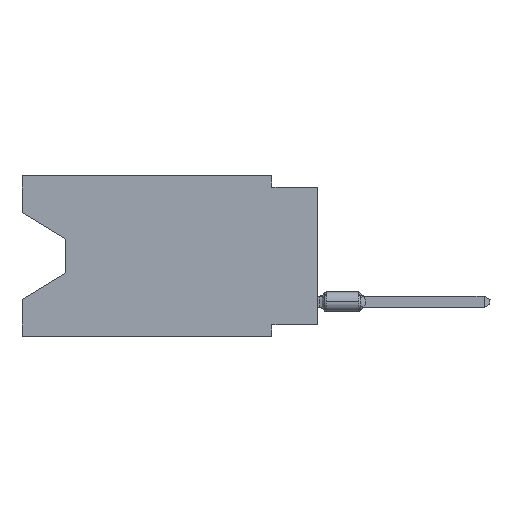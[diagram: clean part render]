
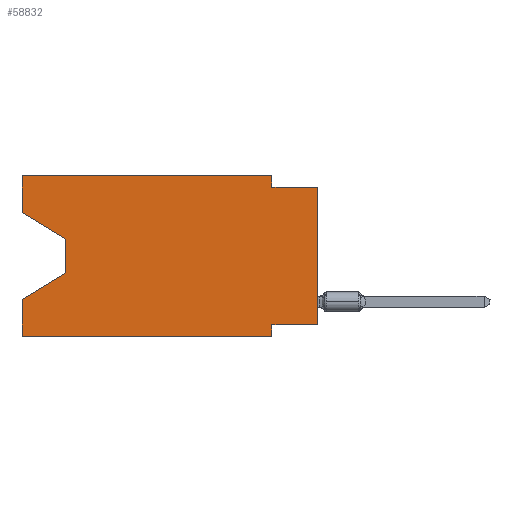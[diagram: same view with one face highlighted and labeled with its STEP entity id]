
A CAD part, left-side view. The second image highlights one B-rep face of the part: STEP entity #58832.
In plain terms, the highlighted planar face has unit normal (-1, 0, 0).
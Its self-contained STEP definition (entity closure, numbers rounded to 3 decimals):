
#609 = EDGE_CURVE ( 'NONE', #54371, #18451, #6180, .T. ) ;
#665 = VECTOR ( 'NONE', #21075, 1000. ) ;
#681 = ORIENTED_EDGE ( 'NONE', *, *, #29234, .F. ) ;
#744 = ORIENTED_EDGE ( 'NONE', *, *, #9477, .T. ) ;
#949 = VERTEX_POINT ( 'NONE', #4605 ) ;
#2111 = DIRECTION ( 'NONE',  ( 0., 0., -1. ) ) ;
#2934 = VECTOR ( 'NONE', #60179, 1000. ) ;
#3406 = VERTEX_POINT ( 'NONE', #18938 ) ;
#4425 = VERTEX_POINT ( 'NONE', #50068 ) ;
#4605 = CARTESIAN_POINT ( 'NONE',  ( 0., 2.54, -8.255 ) ) ;
#5161 = FACE_OUTER_BOUND ( 'NONE', #25834, .T. ) ;
#5344 = LINE ( 'NONE', #15106, #59453 ) ;
#5397 = LINE ( 'NONE', #14867, #44744 ) ;
#5498 = CARTESIAN_POINT ( 'NONE',  ( 0., 0., -0.635 ) ) ;
#6180 = LINE ( 'NONE', #10444, #53462 ) ;
#9477 = EDGE_CURVE ( 'NONE', #40472, #54371, #43876, .T. ) ;
#10444 = CARTESIAN_POINT ( 'NONE',  ( 0., 13.97, -5.385 ) ) ;
#10660 = CARTESIAN_POINT ( 'NONE',  ( 0., 13.97, -3.505 ) ) ;
#12280 = CARTESIAN_POINT ( 'NONE',  ( 0., 2.54, -8.89 ) ) ;
#12722 = ORIENTED_EDGE ( 'NONE', *, *, #42646, .F. ) ;
#12871 = LINE ( 'NONE', #22027, #39028 ) ;
#13279 = CARTESIAN_POINT ( 'NONE',  ( 0., 13.97, -5.385 ) ) ;
#13973 = CARTESIAN_POINT ( 'NONE',  ( 0., 16.383, -2.038 ) ) ;
#14536 = VECTOR ( 'NONE', #2111, 1000. ) ;
#14867 = CARTESIAN_POINT ( 'NONE',  ( 0., 0., 0. ) ) ;
#15106 = CARTESIAN_POINT ( 'NONE',  ( 0., 2.54, 0. ) ) ;
#15522 = VERTEX_POINT ( 'NONE', #21954 ) ;
#17358 = CARTESIAN_POINT ( 'NONE',  ( 0., 16.383, 0. ) ) ;
#18451 = VERTEX_POINT ( 'NONE', #41294 ) ;
#18938 = CARTESIAN_POINT ( 'NONE',  ( 0., 2.54, 0. ) ) ;
#19458 = DIRECTION ( 'NONE',  ( 0., 0., 1. ) ) ;
#21075 = DIRECTION ( 'NONE',  ( 0., -1., 0. ) ) ;
#21954 = CARTESIAN_POINT ( 'NONE',  ( 0., 0., -8.255 ) ) ;
#22027 = CARTESIAN_POINT ( 'NONE',  ( 0., 16.383, 0. ) ) ;
#22777 = CARTESIAN_POINT ( 'NONE',  ( 0., 16.383, -2.038 ) ) ;
#24969 = DIRECTION ( 'NONE',  ( 1., 0., 0. ) ) ;
#25834 = EDGE_LOOP ( 'NONE', ( #40625, #744, #43462, #44517, #57891, #44975, #41537, #26118, #681, #54959, #12722, #30419 ) ) ;
#26118 = ORIENTED_EDGE ( 'NONE', *, *, #45465, .T. ) ;
#26862 = VERTEX_POINT ( 'NONE', #42024 ) ;
#27084 = EDGE_CURVE ( 'NONE', #15522, #949, #46165, .T. ) ;
#27408 = EDGE_CURVE ( 'NONE', #46153, #18451, #12871, .T. ) ;
#27566 = LINE ( 'NONE', #46141, #28531 ) ;
#27945 = DIRECTION ( 'NONE',  ( 0., 0., -1. ) ) ;
#28531 = VECTOR ( 'NONE', #42153, 1000. ) ;
#29234 = EDGE_CURVE ( 'NONE', #51159, #4425, #42100, .T. ) ;
#29267 = PLANE ( 'NONE',  #42523 ) ;
#29798 = CARTESIAN_POINT ( 'NONE',  ( 0., 13.97, -3.505 ) ) ;
#30419 = ORIENTED_EDGE ( 'NONE', *, *, #37363, .F. ) ;
#31522 = LINE ( 'NONE', #12280, #48129 ) ;
#31615 = LINE ( 'NONE', #22777, #48915 ) ;
#32179 = VECTOR ( 'NONE', #35959, 1000. ) ;
#33144 = VECTOR ( 'NONE', #37540, 1000. ) ;
#33629 = DIRECTION ( 'NONE',  ( 0., 0.855, -0.519 ) ) ;
#35675 = CARTESIAN_POINT ( 'NONE',  ( 0., 16.383, -8.89 ) ) ;
#35959 = DIRECTION ( 'NONE',  ( 0., 0., 1. ) ) ;
#36461 = CARTESIAN_POINT ( 'NONE',  ( 0., 2.54, -0.635 ) ) ;
#37002 = CARTESIAN_POINT ( 'NONE',  ( 0., 16.383, 0. ) ) ;
#37363 = EDGE_CURVE ( 'NONE', #41567, #42653, #43886, .T. ) ;
#37540 = DIRECTION ( 'NONE',  ( 0., -1., 0. ) ) ;
#37794 = CARTESIAN_POINT ( 'NONE',  ( 0., 16.383, 0. ) ) ;
#37839 = EDGE_CURVE ( 'NONE', #41567, #40472, #31615, .T. ) ;
#38776 = EDGE_CURVE ( 'NONE', #3406, #51159, #5344, .T. ) ;
#39028 = VECTOR ( 'NONE', #40599, 1000. ) ;
#40472 = VERTEX_POINT ( 'NONE', #29798 ) ;
#40543 = LINE ( 'NONE', #35675, #665 ) ;
#40599 = DIRECTION ( 'NONE',  ( 0., 0., 1. ) ) ;
#40625 = ORIENTED_EDGE ( 'NONE', *, *, #37839, .T. ) ;
#41294 = CARTESIAN_POINT ( 'NONE',  ( 0., 16.383, -6.852 ) ) ;
#41537 = ORIENTED_EDGE ( 'NONE', *, *, #27084, .F. ) ;
#41567 = VERTEX_POINT ( 'NONE', #13973 ) ;
#42024 = CARTESIAN_POINT ( 'NONE',  ( 0., 2.54, -8.89 ) ) ;
#42100 = LINE ( 'NONE', #5498, #33144 ) ;
#42153 = DIRECTION ( 'NONE',  ( 0., -1., 0. ) ) ;
#42523 = AXIS2_PLACEMENT_3D ( 'NONE', #37794, #24969, #42648 ) ;
#42646 = EDGE_CURVE ( 'NONE', #42653, #3406, #27566, .T. ) ;
#42648 = DIRECTION ( 'NONE',  ( 0., 0., -1. ) ) ;
#42653 = VERTEX_POINT ( 'NONE', #37002 ) ;
#43462 = ORIENTED_EDGE ( 'NONE', *, *, #609, .T. ) ;
#43876 = LINE ( 'NONE', #10660, #14536 ) ;
#43886 = LINE ( 'NONE', #17358, #32179 ) ;
#44517 = ORIENTED_EDGE ( 'NONE', *, *, #27408, .F. ) ;
#44551 = EDGE_CURVE ( 'NONE', #949, #26862, #31522, .T. ) ;
#44744 = VECTOR ( 'NONE', #19458, 1000. ) ;
#44975 = ORIENTED_EDGE ( 'NONE', *, *, #44551, .F. ) ;
#45465 = EDGE_CURVE ( 'NONE', #15522, #4425, #5397, .T. ) ;
#46141 = CARTESIAN_POINT ( 'NONE',  ( 0., 16.383, 0. ) ) ;
#46153 = VERTEX_POINT ( 'NONE', #54973 ) ;
#46165 = LINE ( 'NONE', #55612, #2934 ) ;
#48129 = VECTOR ( 'NONE', #58345, 1000. ) ;
#48915 = VECTOR ( 'NONE', #59348, 1000. ) ;
#50068 = CARTESIAN_POINT ( 'NONE',  ( 0., 0., -0.635 ) ) ;
#51159 = VERTEX_POINT ( 'NONE', #36461 ) ;
#53462 = VECTOR ( 'NONE', #33629, 1000. ) ;
#54371 = VERTEX_POINT ( 'NONE', #13279 ) ;
#54959 = ORIENTED_EDGE ( 'NONE', *, *, #38776, .F. ) ;
#54973 = CARTESIAN_POINT ( 'NONE',  ( 0., 16.383, -8.89 ) ) ;
#55612 = CARTESIAN_POINT ( 'NONE',  ( 0., 0., -8.255 ) ) ;
#57891 = ORIENTED_EDGE ( 'NONE', *, *, #58567, .T. ) ;
#58345 = DIRECTION ( 'NONE',  ( 0., 0., -1. ) ) ;
#58567 = EDGE_CURVE ( 'NONE', #46153, #26862, #40543, .T. ) ;
#58832 = ADVANCED_FACE ( 'NONE', ( #5161 ), #29267, .F. ) ;
#59348 = DIRECTION ( 'NONE',  ( 0., -0.855, -0.519 ) ) ;
#59453 = VECTOR ( 'NONE', #27945, 1000. ) ;
#60179 = DIRECTION ( 'NONE',  ( 0., 1., 0. ) ) ;
